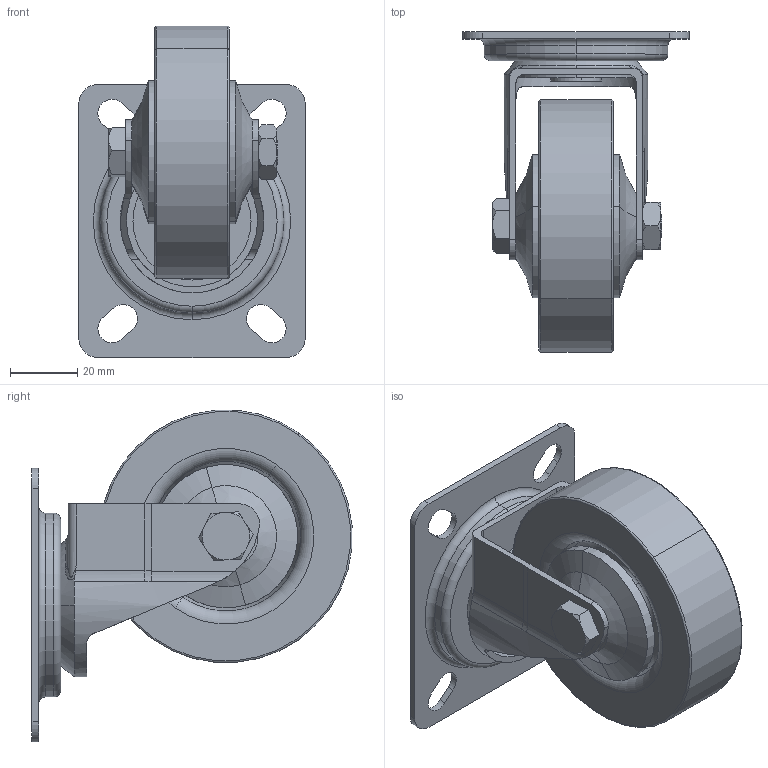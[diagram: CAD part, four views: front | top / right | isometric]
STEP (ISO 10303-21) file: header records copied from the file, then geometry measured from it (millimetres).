
FILE_DESCRIPTION (( 'STEP AP214' ), '1' );
FILE_NAME ('Ñáîðêà1.STEP', '2024-07-10T06:23:08', ( '' ), ( '' ), 'SwSTEP 2.0', 'SolidWorks 2022', '' );
FILE_SCHEMA (( 'AUTOMOTIVE_DESIGN' ));
Length unit declared in the file: millimetre
Products named in the file (9): H51 Подпишпиковый узел_00; H51 Колесо_01; H51 Ось_00; H51 Болт_00; H51 Защита_00; H51 Колесо без тормоза Ø75  с платформой_00; Сборка1; H51 Гайка_00; H51 Опора_00
Assembly tree (9 placements, depth 3):
  Сборка1
    H51 Колесо без тормоза Ø75  с платформой_00
      H51 Опора_00
      H51 Защита_00  x2
      H51 Колесо_01
      H51 Болт_00
      H51 Гайка_00
      H51 Подпишпиковый узел_00
      H51 Ось_00
Bounding box: 67.17 x 94.87 x 98.32 mm (x, y, z)
Volume: 108289.7 mm3; surface area: 53007 mm2
Topology: 8 solids, 8 shells, 235 faces, 558 edges, 354 vertices
Faces by surface type: cylinder 83, plane 70, cone 46, torus 32, bspline 4
Entity records: 7375 total; most frequent: CARTESIAN_POINT 1832, DIRECTION 1144, ORIENTED_EDGE 1048, EDGE_CURVE 524, AXIS2_PLACEMENT_3D 472, VERTEX_POINT 334, EDGE_LOOP 254, CIRCLE 245
